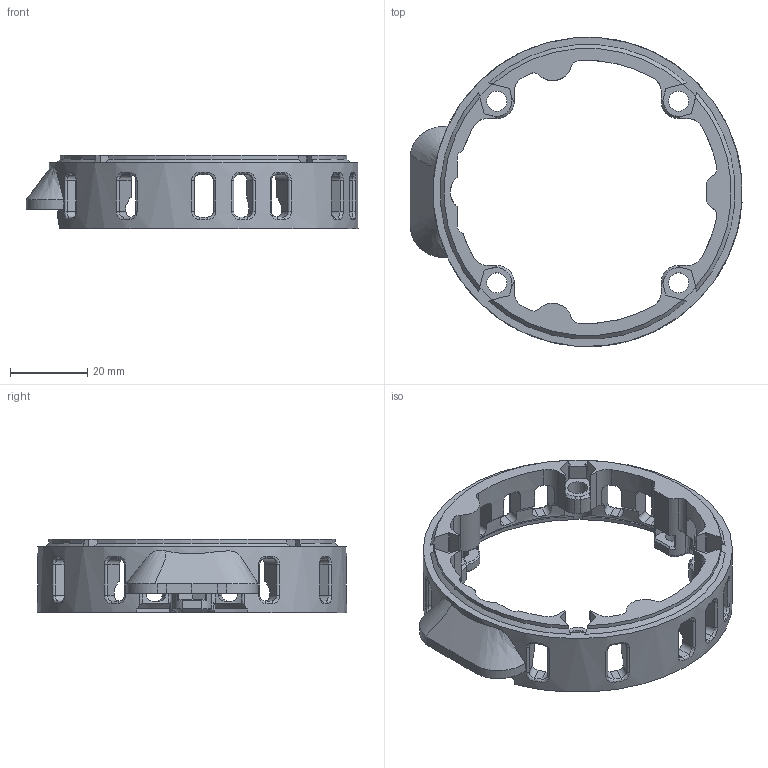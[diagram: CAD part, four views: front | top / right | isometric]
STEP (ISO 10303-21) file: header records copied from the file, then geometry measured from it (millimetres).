
FILE_DESCRIPTION(/* description */ (''),/* implementation_level */ '2;1');
FILE_NAME(/* name */ 'PitClamp Mini - Motor Cover - 57AIM30 - Ring Interface - Vented.step',/* time_stamp */ '2024-09-30T17:26:52-04:00',/* author */ (''),/* organization */ (''),/* preprocessor_version */ 'ST-DEVELOPER v20',/* originating_system */ 'Autodesk Translation Framework v13.20.0.188',/* authorisation */ '');
FILE_SCHEMA (('AUTOMOTIVE_DESIGN { 1 0 10303 214 3 1 1 }'));
Length unit declared in the file: millimetre
Products named in the file (1): PitClamp Mini - Motor Cover - 57AIM30 - Ring Interface - Vented
Bounding box: 85.86 x 80 x 19 mm (x, y, z)
Volume: 18212.1 mm3; surface area: 13765.8 mm2
Topology: 1 solids, 1 shells, 577 faces, 1604 edges, 1019 vertices
Faces by surface type: bspline 182, cylinder 180, plane 145, cone 42, torus 28
Full cylindrical faces by diameter (mm): 4 x3, 4.2 x3, 5.2 x4, 80 x1
Entity records: 31032 total; most frequent: CARTESIAN_POINT 17693, ORIENTED_EDGE 3208, DIRECTION 2153, EDGE_CURVE 1604, VERTEX_POINT 1019, AXIS2_PLACEMENT_3D 788, EDGE_LOOP 611, B_SPLINE_CURVE_WITH_KNOTS 607
